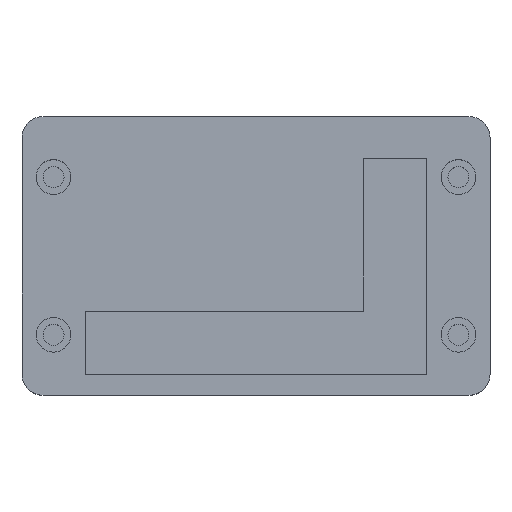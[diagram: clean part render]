
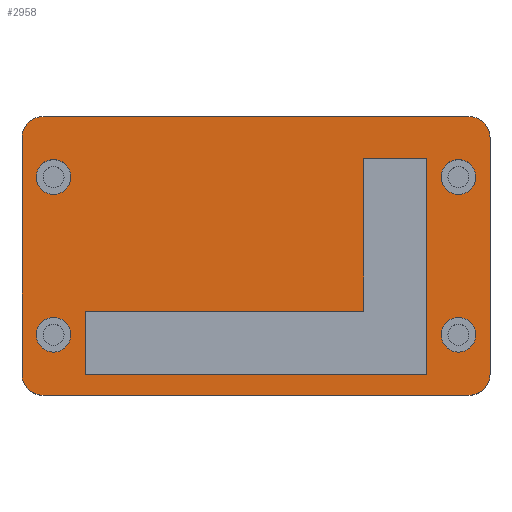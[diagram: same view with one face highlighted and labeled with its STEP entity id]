
A CAD part, top view. The second image highlights one B-rep face of the part: STEP entity #2958.
In plain terms, the highlighted planar face has unit normal (0, 0, 1).
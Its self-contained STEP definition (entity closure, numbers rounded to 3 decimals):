
#167=FACE_BOUND('',#584,.T.);
#168=FACE_BOUND('',#585,.T.);
#169=FACE_BOUND('',#586,.T.);
#170=FACE_BOUND('',#587,.T.);
#171=FACE_BOUND('',#588,.T.);
#199=CIRCLE('',#2991,2.);
#200=CIRCLE('',#2994,2.);
#203=CIRCLE('',#3000,2.);
#205=CIRCLE('',#3004,2.);
#206=CIRCLE('',#3074,1.65);
#209=CIRCLE('',#3079,1.65);
#212=CIRCLE('',#3084,1.65);
#215=CIRCLE('',#3089,1.65);
#399=FACE_OUTER_BOUND('',#583,.T.);
#583=EDGE_LOOP('',(#2674,#2675,#2676,#2677,#2678,#2679,#2680,#2681));
#584=EDGE_LOOP('',(#2682));
#585=EDGE_LOOP('',(#2683));
#586=EDGE_LOOP('',(#2684));
#587=EDGE_LOOP('',(#2685));
#588=EDGE_LOOP('',(#2686,#2687,#2688,#2689,#2690,#2691));
#609=LINE('',#3813,#896);
#612=LINE('',#3821,#899);
#666=LINE('',#4135,#953);
#855=LINE('',#5344,#1142);
#858=LINE('',#5350,#1145);
#861=LINE('',#5356,#1148);
#864=LINE('',#5362,#1151);
#867=LINE('',#5367,#1154);
#871=LINE('',#5373,#1158);
#876=LINE('',#5396,#1163);
#896=VECTOR('',#3197,10.);
#899=VECTOR('',#3206,10.);
#953=VECTOR('',#3272,10.);
#1142=VECTOR('',#3691,10.);
#1145=VECTOR('',#3696,10.);
#1148=VECTOR('',#3701,10.);
#1151=VECTOR('',#3706,10.);
#1154=VECTOR('',#3711,10.);
#1158=VECTOR('',#3717,10.);
#1163=VECTOR('',#3750,10.);
#1180=VERTEX_POINT('',#3805);
#1181=VERTEX_POINT('',#3807);
#1182=VERTEX_POINT('',#3811);
#1183=VERTEX_POINT('',#3815);
#1184=VERTEX_POINT('',#3819);
#1271=VERTEX_POINT('',#4128);
#1272=VERTEX_POINT('',#4130);
#1273=VERTEX_POINT('',#4134);
#1395=VERTEX_POINT('',#5176);
#1398=VERTEX_POINT('',#5185);
#1401=VERTEX_POINT('',#5194);
#1404=VERTEX_POINT('',#5203);
#1426=VERTEX_POINT('',#5341);
#1427=VERTEX_POINT('',#5343);
#1429=VERTEX_POINT('',#5349);
#1431=VERTEX_POINT('',#5355);
#1433=VERTEX_POINT('',#5361);
#1434=VERTEX_POINT('',#5366);
#1465=EDGE_CURVE('',#1180,#1181,#199,.T.);
#1468=EDGE_CURVE('',#1180,#1182,#609,.T.);
#1470=EDGE_CURVE('',#1183,#1182,#200,.T.);
#1472=EDGE_CURVE('',#1183,#1184,#612,.T.);
#1560=EDGE_CURVE('',#1271,#1272,#203,.T.);
#1562=EDGE_CURVE('',#1273,#1272,#666,.T.);
#1565=EDGE_CURVE('',#1273,#1184,#205,.T.);
#1788=EDGE_CURVE('',#1395,#1395,#206,.T.);
#1792=EDGE_CURVE('',#1398,#1398,#209,.T.);
#1796=EDGE_CURVE('',#1401,#1401,#212,.T.);
#1800=EDGE_CURVE('',#1404,#1404,#215,.T.);
#1833=EDGE_CURVE('',#1427,#1426,#855,.T.);
#1836=EDGE_CURVE('',#1429,#1427,#858,.T.);
#1839=EDGE_CURVE('',#1431,#1429,#861,.T.);
#1842=EDGE_CURVE('',#1433,#1431,#864,.T.);
#1845=EDGE_CURVE('',#1434,#1433,#867,.T.);
#1849=EDGE_CURVE('',#1426,#1434,#871,.T.);
#1858=EDGE_CURVE('',#1271,#1181,#876,.T.);
#2674=ORIENTED_EDGE('',*,*,#1560,.F.);
#2675=ORIENTED_EDGE('',*,*,#1858,.T.);
#2676=ORIENTED_EDGE('',*,*,#1465,.F.);
#2677=ORIENTED_EDGE('',*,*,#1468,.T.);
#2678=ORIENTED_EDGE('',*,*,#1470,.F.);
#2679=ORIENTED_EDGE('',*,*,#1472,.T.);
#2680=ORIENTED_EDGE('',*,*,#1565,.F.);
#2681=ORIENTED_EDGE('',*,*,#1562,.T.);
#2682=ORIENTED_EDGE('',*,*,#1788,.T.);
#2683=ORIENTED_EDGE('',*,*,#1792,.T.);
#2684=ORIENTED_EDGE('',*,*,#1796,.T.);
#2685=ORIENTED_EDGE('',*,*,#1800,.T.);
#2686=ORIENTED_EDGE('',*,*,#1833,.T.);
#2687=ORIENTED_EDGE('',*,*,#1849,.T.);
#2688=ORIENTED_EDGE('',*,*,#1845,.T.);
#2689=ORIENTED_EDGE('',*,*,#1842,.T.);
#2690=ORIENTED_EDGE('',*,*,#1839,.T.);
#2691=ORIENTED_EDGE('',*,*,#1836,.T.);
#2794=PLANE('',#3136);
#2958=ADVANCED_FACE('',(#399,#167,#168,#169,#170,#171),#2794,.T.);
#2991=AXIS2_PLACEMENT_3D('',#3808,#3191,#3192);
#2994=AXIS2_PLACEMENT_3D('',#3817,#3201,#3202);
#3000=AXIS2_PLACEMENT_3D('',#4131,#3267,#3268);
#3004=AXIS2_PLACEMENT_3D('',#4140,#3278,#3279);
#3074=AXIS2_PLACEMENT_3D('',#5177,#3589,#3590);
#3079=AXIS2_PLACEMENT_3D('',#5186,#3600,#3601);
#3084=AXIS2_PLACEMENT_3D('',#5195,#3611,#3612);
#3089=AXIS2_PLACEMENT_3D('',#5204,#3622,#3623);
#3136=AXIS2_PLACEMENT_3D('',#5397,#3751,#3752);
#3191=DIRECTION('center_axis',(0.,0.,-1.));
#3192=DIRECTION('ref_axis',(0.707,-0.707,0.));
#3197=DIRECTION('',(0.,1.,0.));
#3201=DIRECTION('center_axis',(0.,0.,-1.));
#3202=DIRECTION('ref_axis',(0.707,0.707,0.));
#3206=DIRECTION('',(-1.,0.,0.));
#3267=DIRECTION('center_axis',(0.,0.,-1.));
#3268=DIRECTION('ref_axis',(-0.707,-0.707,0.));
#3272=DIRECTION('',(0.,-1.,0.));
#3278=DIRECTION('center_axis',(0.,0.,-1.));
#3279=DIRECTION('ref_axis',(-0.707,0.707,0.));
#3589=DIRECTION('center_axis',(0.,0.,-1.));
#3590=DIRECTION('ref_axis',(-1.,0.,0.));
#3600=DIRECTION('center_axis',(0.,0.,-1.));
#3601=DIRECTION('ref_axis',(-1.,0.,0.));
#3611=DIRECTION('center_axis',(0.,0.,-1.));
#3612=DIRECTION('ref_axis',(-1.,0.,0.));
#3622=DIRECTION('center_axis',(0.,0.,-1.));
#3623=DIRECTION('ref_axis',(-1.,0.,0.));
#3691=DIRECTION('',(0.,1.,0.));
#3696=DIRECTION('',(-1.,0.,0.));
#3701=DIRECTION('',(0.,-1.,0.));
#3706=DIRECTION('',(1.,0.,0.));
#3711=DIRECTION('',(0.,1.,0.));
#3717=DIRECTION('',(1.,0.,0.));
#3750=DIRECTION('',(1.,0.,0.));
#3751=DIRECTION('center_axis',(0.,0.,1.));
#3752=DIRECTION('ref_axis',(1.,0.,0.));
#3805=CARTESIAN_POINT('',(22.25,-11.25,12.));
#3807=CARTESIAN_POINT('',(20.25,-13.25,12.));
#3808=CARTESIAN_POINT('Origin',(20.25,-11.25,12.));
#3811=CARTESIAN_POINT('',(22.25,11.25,12.));
#3813=CARTESIAN_POINT('',(22.25,13.25,12.));
#3815=CARTESIAN_POINT('',(20.25,13.25,12.));
#3817=CARTESIAN_POINT('Origin',(20.25,11.25,12.));
#3819=CARTESIAN_POINT('',(-20.25,13.25,12.));
#3821=CARTESIAN_POINT('',(-22.25,13.25,12.));
#4128=CARTESIAN_POINT('',(-20.25,-13.25,12.));
#4130=CARTESIAN_POINT('',(-22.25,-11.25,12.));
#4131=CARTESIAN_POINT('Origin',(-20.25,-11.25,12.));
#4134=CARTESIAN_POINT('',(-22.25,11.25,12.));
#4135=CARTESIAN_POINT('',(-22.25,-13.25,12.));
#4140=CARTESIAN_POINT('Origin',(-20.25,11.25,12.));
#5176=CARTESIAN_POINT('',(-17.6,-7.5,12.));
#5177=CARTESIAN_POINT('Origin',(-19.25,-7.5,12.));
#5185=CARTESIAN_POINT('',(20.9,-7.5,12.));
#5186=CARTESIAN_POINT('Origin',(19.25,-7.5,12.));
#5194=CARTESIAN_POINT('',(-17.6,7.5,12.));
#5195=CARTESIAN_POINT('Origin',(-19.25,7.5,12.));
#5203=CARTESIAN_POINT('',(20.9,7.5,12.));
#5204=CARTESIAN_POINT('Origin',(19.25,7.5,12.));
#5341=CARTESIAN_POINT('',(-16.25,-5.25,12.));
#5343=CARTESIAN_POINT('',(-16.25,-11.25,12.));
#5344=CARTESIAN_POINT('',(-16.25,-5.625,12.));
#5349=CARTESIAN_POINT('',(16.25,-11.25,12.));
#5350=CARTESIAN_POINT('',(8.125,-11.25,12.));
#5355=CARTESIAN_POINT('',(16.25,9.25,12.));
#5356=CARTESIAN_POINT('',(16.25,4.625,12.));
#5361=CARTESIAN_POINT('',(10.25,9.25,12.));
#5362=CARTESIAN_POINT('',(5.125,9.25,12.));
#5366=CARTESIAN_POINT('',(10.25,-5.25,12.));
#5367=CARTESIAN_POINT('',(10.25,-2.625,12.));
#5373=CARTESIAN_POINT('',(-8.125,-5.25,12.));
#5396=CARTESIAN_POINT('',(22.25,-13.25,12.));
#5397=CARTESIAN_POINT('Origin',(0.,0.,12.));
